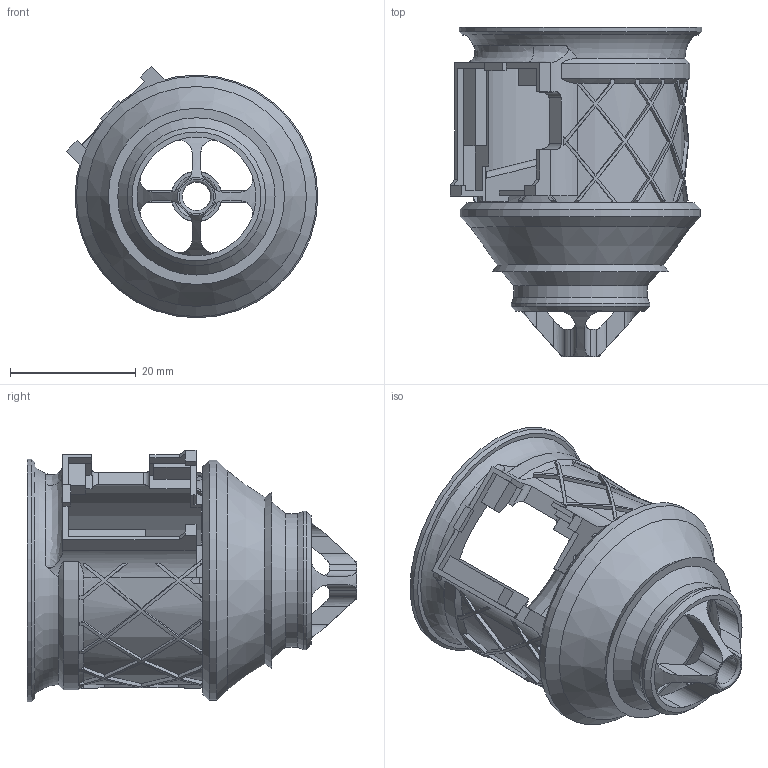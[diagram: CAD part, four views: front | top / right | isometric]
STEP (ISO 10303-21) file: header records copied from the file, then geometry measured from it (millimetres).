
FILE_DESCRIPTION(/* description */ (''),/* implementation_level */ '2;1');
FILE_NAME(/* name */ 'PadPal_Nemo_Integrated.step',/* time_stamp */ '2024-10-22T17:15:34-04:00',/* author */ (''),/* organization */ (''),/* preprocessor_version */ 'ST-DEVELOPER v20',/* originating_system */ 'Autodesk Translation Framework v13.14.0.145',/* authorisation */ '');
FILE_SCHEMA (('AUTOMOTIVE_DESIGN { 1 0 10303 214 3 1 1 }'));
Length unit declared in the file: millimetre
Products named in the file (1): Duct Housing_V3.2
Bounding box: 40.01 x 52.34 x 40.01 mm (x, y, z)
Volume: 5529.2 mm3; surface area: 12121.8 mm2
Topology: 1 solids, 1 shells, 428 faces, 1175 edges, 745 vertices
Faces by surface type: bspline 160, plane 121, cylinder 102, cone 39, torus 6
Full cylindrical faces by diameter (mm): 4.5 x1, 6.125 x1, 21.2 x1, 22 x1, 32 x1, 34 x1, 36.2 x1, 38.2 x1, 38.6 x1
Entity records: 16999 total; most frequent: CARTESIAN_POINT 7245, ORIENTED_EDGE 2350, DIRECTION 1527, EDGE_CURVE 1175, VERTEX_POINT 745, AXIS2_PLACEMENT_3D 521, LINE 485, VECTOR 485
